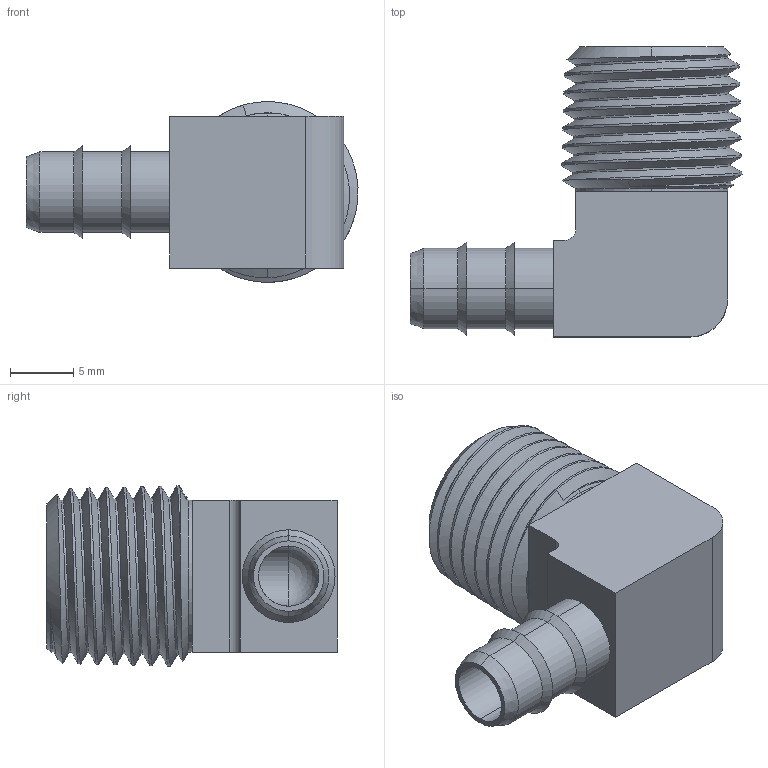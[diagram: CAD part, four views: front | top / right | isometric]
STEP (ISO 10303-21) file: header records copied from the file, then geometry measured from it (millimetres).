
FILE_DESCRIPTION (( 'STEP AP203' ), '1' );
FILE_NAME ('44555K151.step', '2013-07-02T18:38:40', ( 'Admin' ), ( 'Microsoft' ), 'SwSTEP 2.0', 'SolidWorks 2012', '' );
FILE_SCHEMA (( 'CONFIG_CONTROL_DESIGN' ));
Length unit declared in the file: inch
Products named in the file (1): 44555K151
Bounding box: 26.16 x 22.86 x 14.24 mm (x, y, z)
Volume: 2438.4 mm3; surface area: 2592.9 mm2
Topology: 1 solids, 1 shells, 62 faces, 232 edges, 175 vertices
Faces by surface type: cone 26, cylinder 16, plane 16, bspline 3, sphere 1
Entity records: 5767 total; most frequent: CARTESIAN_POINT 3896, ORIENTED_EDGE 460, DIRECTION 269, EDGE_CURVE 230, VERTEX_POINT 174, B_SPLINE_CURVE_WITH_KNOTS 123, AXIS2_PLACEMENT_3D 103, EDGE_LOOP 68
